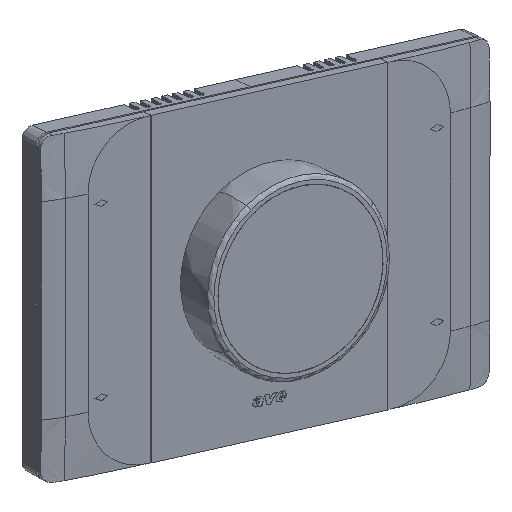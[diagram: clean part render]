
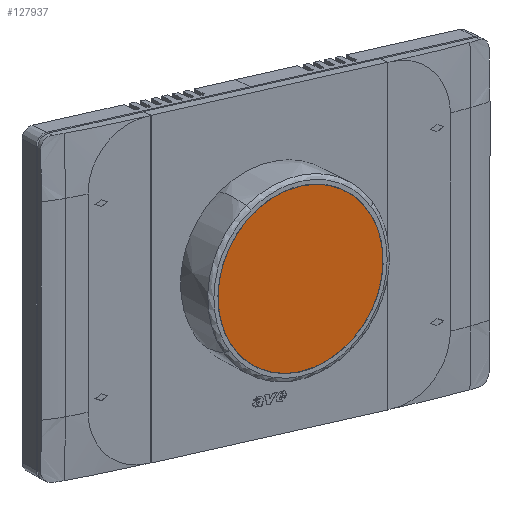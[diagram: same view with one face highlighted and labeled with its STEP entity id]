
A CAD part, top view. The second image highlights one B-rep face of the part: STEP entity #127937.
In plain terms, the highlighted face is planar.
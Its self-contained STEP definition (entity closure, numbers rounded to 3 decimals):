
#127843=CARTESIAN_POINT('Vertex',(22.95,38.389,0.)) ;
#127846=CARTESIAN_POINT('Axis2P3D Location',(0.,38.389,0.)) ;
#127850=CARTESIAN_POINT('Vertex',(0.,38.389,22.95)) ;
#127853=CARTESIAN_POINT('Axis2P3D Location',(0.,38.389,0.)) ;
#127857=CARTESIAN_POINT('Vertex',(-22.95,38.389,0.)) ;
#127905=CARTESIAN_POINT('Axis2P3D Location',(0.,38.389,0.)) ;
#127909=CARTESIAN_POINT('Vertex',(0.,38.389,-22.95)) ;
#127912=CARTESIAN_POINT('Axis2P3D Location',(0.,38.389,0.)) ;
#127926=CARTESIAN_POINT('Axis2P3D Location',(-27.552,38.389,-27.552)) ;
#127847=DIRECTION('Axis2P3D Direction',(-0.,1.,0.)) ;
#127854=DIRECTION('Axis2P3D Direction',(-0.,1.,0.)) ;
#127906=DIRECTION('Axis2P3D Direction',(-0.,1.,0.)) ;
#127913=DIRECTION('Axis2P3D Direction',(-0.,1.,0.)) ;
#127927=DIRECTION('Axis2P3D Direction',(-0.,1.,0.)) ;
#127928=DIRECTION('Axis2P3D XDirection',(1.,0.,0.)) ;
#127848=AXIS2_PLACEMENT_3D('Circle Axis2P3D',#127846,#127847,$) ;
#127855=AXIS2_PLACEMENT_3D('Circle Axis2P3D',#127853,#127854,$) ;
#127907=AXIS2_PLACEMENT_3D('Circle Axis2P3D',#127905,#127906,$) ;
#127914=AXIS2_PLACEMENT_3D('Circle Axis2P3D',#127912,#127913,$) ;
#127929=AXIS2_PLACEMENT_3D('Plane Axis2P3D',#127926,#127927,#127928) ;
#127932=ORIENTED_EDGE('',*,*,#127859,.F.) ;
#127933=ORIENTED_EDGE('',*,*,#127852,.F.) ;
#127934=ORIENTED_EDGE('',*,*,#127916,.T.) ;
#127935=ORIENTED_EDGE('',*,*,#127911,.T.) ;
#127937=ADVANCED_FACE('brep_33',(#127936),#127930,.T.) ;
#127849=CIRCLE('generated circle',#127848,22.95) ;
#127856=CIRCLE('generated circle',#127855,22.95) ;
#127908=CIRCLE('generated circle',#127907,22.95) ;
#127915=CIRCLE('generated circle',#127914,22.95) ;
#127852=EDGE_CURVE('',#127844,#127851,#127849,.F.) ;
#127859=EDGE_CURVE('',#127851,#127858,#127856,.F.) ;
#127911=EDGE_CURVE('',#127910,#127858,#127908,.T.) ;
#127916=EDGE_CURVE('',#127844,#127910,#127915,.T.) ;
#127931=EDGE_LOOP('',(#127932,#127933,#127934,#127935)) ;
#127936=FACE_OUTER_BOUND('',#127931,.T.) ;
#127930=PLANE('',#127929) ;
#127844=VERTEX_POINT('',#127843) ;
#127851=VERTEX_POINT('',#127850) ;
#127858=VERTEX_POINT('',#127857) ;
#127910=VERTEX_POINT('',#127909) ;
